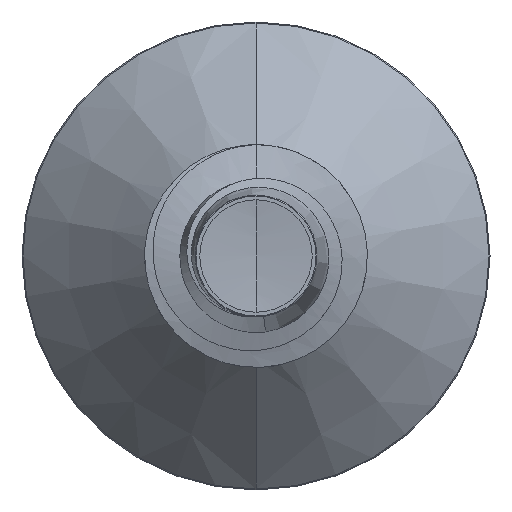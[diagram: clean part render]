
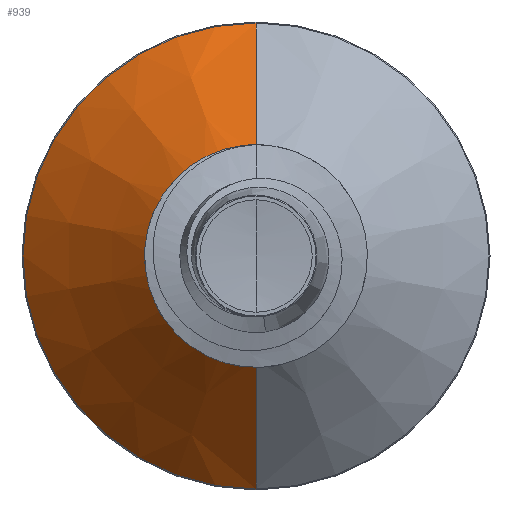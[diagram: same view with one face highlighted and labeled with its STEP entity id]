
A CAD part, front view. The second image highlights one B-rep face of the part: STEP entity #939.
In plain terms, the highlighted conical face has half-angle 45 degrees and reference radius 1.857 mm.
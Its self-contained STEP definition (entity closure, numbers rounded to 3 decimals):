
#140 = DIRECTION ( 'NONE',  ( 0., 0., 1. ) ) ;
#248 = CARTESIAN_POINT ( 'NONE',  ( 0., 2.457, 0. ) ) ;
#362 = EDGE_CURVE ( 'NONE', #5994, #4868, #2083, .T. ) ;
#578 = EDGE_LOOP ( 'NONE', ( #6991, #4677, #3580, #3255 ) ) ;
#642 = CARTESIAN_POINT ( 'NONE',  ( 0., 4.782, -4.182 ) ) ;
#936 = DIRECTION ( 'NONE',  ( 0., 1., 0. ) ) ;
#939 = ADVANCED_FACE ( 'NONE', ( #8420 ), #6428, .T. ) ;
#947 = CARTESIAN_POINT ( 'NONE',  ( 0., 2.457, 1.857 ) ) ;
#1413 = AXIS2_PLACEMENT_3D ( 'NONE', #248, #5590, #1602 ) ;
#1602 = DIRECTION ( 'NONE',  ( 0., 0., 1. ) ) ;
#1953 = LINE ( 'NONE', #947, #3756 ) ;
#2083 = CIRCLE ( 'NONE', #5669, 4.182 ) ;
#2846 = VERTEX_POINT ( 'NONE', #3060 ) ;
#3060 = CARTESIAN_POINT ( 'NONE',  ( 0., 2.457, 1.857 ) ) ;
#3255 = ORIENTED_EDGE ( 'NONE', *, *, #362, .F. ) ;
#3439 = DIRECTION ( 'NONE',  ( 0., 0.707, -0.707 ) ) ;
#3580 = ORIENTED_EDGE ( 'NONE', *, *, #7507, .T. ) ;
#3756 = VECTOR ( 'NONE', #5682, 1000. ) ;
#4028 = DIRECTION ( 'NONE',  ( 0., 0., 1. ) ) ;
#4174 = DIRECTION ( 'NONE',  ( 0., 1., 0. ) ) ;
#4677 = ORIENTED_EDGE ( 'NONE', *, *, #6934, .T. ) ;
#4755 = CARTESIAN_POINT ( 'NONE',  ( 0., 2.457, -1.857 ) ) ;
#4799 = LINE ( 'NONE', #4755, #6421 ) ;
#4868 = VERTEX_POINT ( 'NONE', #8321 ) ;
#5036 = AXIS2_PLACEMENT_3D ( 'NONE', #8239, #4174, #140 ) ;
#5076 = CARTESIAN_POINT ( 'NONE',  ( 0., 2.457, -1.857 ) ) ;
#5590 = DIRECTION ( 'NONE',  ( 0., 1., 0. ) ) ;
#5669 = AXIS2_PLACEMENT_3D ( 'NONE', #6106, #936, #4028 ) ;
#5682 = DIRECTION ( 'NONE',  ( 0., 0.707, 0.707 ) ) ;
#5994 = VERTEX_POINT ( 'NONE', #642 ) ;
#6106 = CARTESIAN_POINT ( 'NONE',  ( 0., 4.782, 0. ) ) ;
#6421 = VECTOR ( 'NONE', #3439, 1000. ) ;
#6428 = CONICAL_SURFACE ( 'NONE', #1413, 1.857, 0.785 ) ;
#6817 = EDGE_CURVE ( 'NONE', #8031, #5994, #4799, .T. ) ;
#6934 = EDGE_CURVE ( 'NONE', #8031, #2846, #8203, .T. ) ;
#6991 = ORIENTED_EDGE ( 'NONE', *, *, #6817, .F. ) ;
#7507 = EDGE_CURVE ( 'NONE', #2846, #4868, #1953, .T. ) ;
#8031 = VERTEX_POINT ( 'NONE', #5076 ) ;
#8203 = CIRCLE ( 'NONE', #5036, 1.857 ) ;
#8239 = CARTESIAN_POINT ( 'NONE',  ( 0., 2.457, 0. ) ) ;
#8321 = CARTESIAN_POINT ( 'NONE',  ( 0., 4.782, 4.182 ) ) ;
#8420 = FACE_OUTER_BOUND ( 'NONE', #578, .T. ) ;
